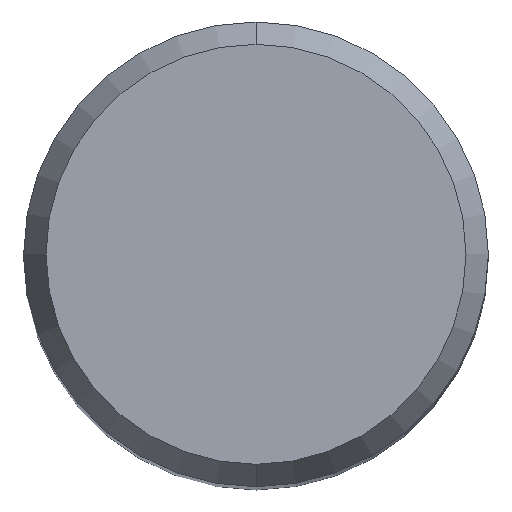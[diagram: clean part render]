
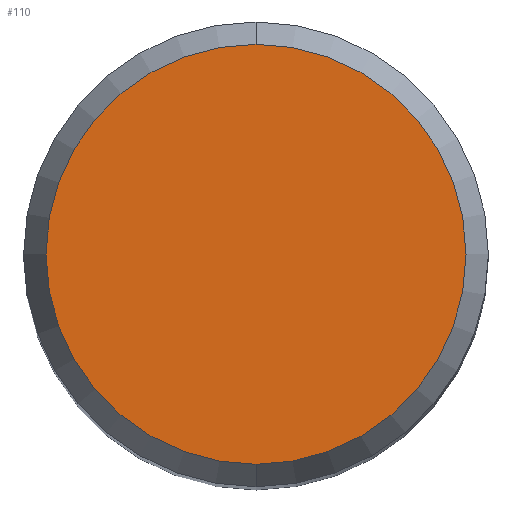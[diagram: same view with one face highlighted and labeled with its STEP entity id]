
A CAD part, top view. The second image highlights one B-rep face of the part: STEP entity #110.
In plain terms, the highlighted planar face has unit normal (0, 0, 1).
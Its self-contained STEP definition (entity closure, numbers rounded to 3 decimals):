
#110=ADVANCED_FACE('',(#249),#250,.T.);
#122=VERTEX_POINT('',#263);
#126=VERTEX_POINT('',#267);
#160=EDGE_CURVE('',#126,#122,#307,.T.);
#172=EDGE_CURVE('',#122,#126,#320,.T.);
#249=FACE_OUTER_BOUND('',#396,.T.);
#250=PLANE('',#397);
#263=CARTESIAN_POINT('',(0.0,4.304,0.01));
#267=CARTESIAN_POINT('',(0.,-4.304,0.01));
#307=CIRCLE('',#466,4.304);
#320=CIRCLE('',#483,4.304);
#396=EDGE_LOOP('',(#564,#565));
#397=AXIS2_PLACEMENT_3D('',#566,#567,#568);
#466=AXIS2_PLACEMENT_3D('',#633,#634,#635);
#483=AXIS2_PLACEMENT_3D('',#653,#654,#655);
#564=ORIENTED_EDGE('',*,*,#172,.F.);
#565=ORIENTED_EDGE('',*,*,#160,.F.);
#566=CARTESIAN_POINT('',(0.0,2.152,0.01));
#567=DIRECTION('',(-0.0,0.0,1.0));
#568=DIRECTION('',(0.0,-1.0,0.0));
#633=CARTESIAN_POINT('',(0.0,0.0,0.01));
#634=DIRECTION('',(0.0,0.0,-1.0));
#635=DIRECTION('',(0.0,1.0,0.0));
#653=CARTESIAN_POINT('',(0.0,0.0,0.01));
#654=DIRECTION('',(0.0,0.0,-1.0));
#655=DIRECTION('',(0.0,1.0,0.0));
